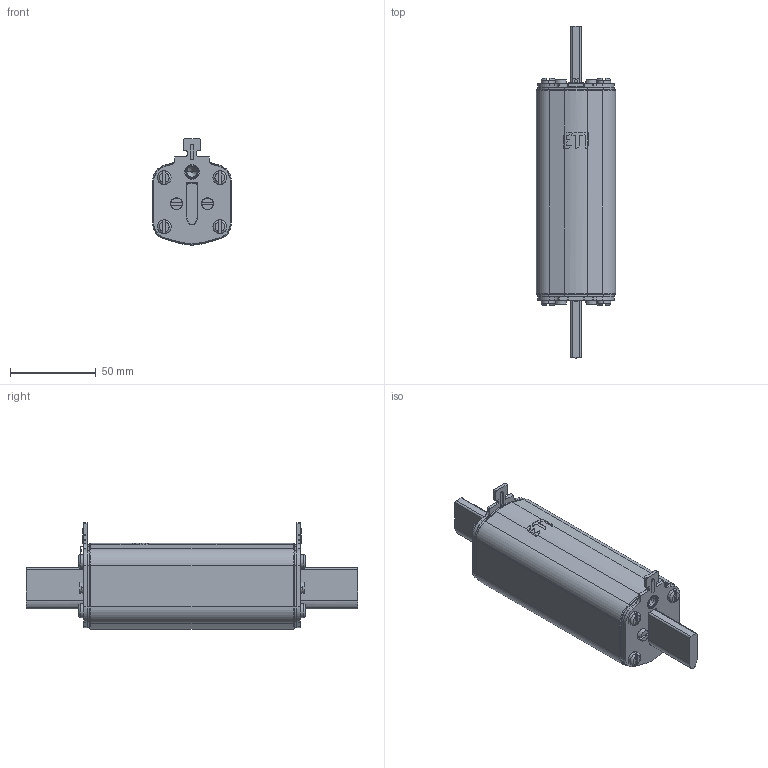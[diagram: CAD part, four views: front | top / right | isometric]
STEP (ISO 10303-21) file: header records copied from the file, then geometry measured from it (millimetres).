
FILE_DESCRIPTION((''),'2;1');
FILE_NAME('004110426_M1XL_GPV_63A-1100V_DC_ASM','2021-09-27T',('marketing.praksa'),('Audax d.o.o.'),'CREO PARAMETRIC BY PTC INC, 2017480','CREO PARAMETRIC BY PTC INC, 2017480','');
FILE_SCHEMA(('AUTOMOTIVE_DESIGN { 1 0 10303 214 1 1 1 1 }'));
Length unit declared in the file: millimetre
Products named in the file (11): 0000029730_2_1; 0000015141_1_1; 0000016080_1_1; 0000015700_AF0_2_1; 0000015247_AF0_1_1_2; 0000015701_ASM_1_1_2_ASM; 0000015999_1_1; 0000015360_1_1_2_3_4_5_6_7_8_11; 0000015419_1_1; 0000016201_AF0_1_1; 004110426_M1XL_GPV_63A-1100V_DC_ASM
Assembly tree (24 placements, depth 3):
  004110426_M1XL_GPV_63A-1100V_DC_ASM
    0000029730_2_1
    0000015141_1_1  x2
    0000016080_1_1  x2
    0000015701_ASM_1_1_2_ASM  x2
      0000015700_AF0_2_1
      0000015247_AF0_1_1_2
    0000015999_1_1  x2
    0000015360_1_1_2_3_4_5_6_7_8_11  x8
    0000015419_1_1  x4
    0000016201_AF0_1_1
Bounding box: 46 x 193 x 61.79 mm (x, y, z)
Volume: 269459.7 mm3; surface area: 57005.4 mm2
Topology: 24 solids, 40 shells, 842 faces, 2091 edges, 1324 vertices
Faces by surface type: cylinder 346, plane 301, cone 92, torus 68, extrusion 25, bspline 10
Entity records: 21868 total; most frequent: CARTESIAN_POINT 3982, DIRECTION 2525, ORIENTED_EDGE 2298, EDGE_CURVE 1171, AXIS2_PLACEMENT_3D 966, PRESENTATION_STYLE_ASSIGNMENT 858, STYLED_ITEM 802, VERTEX_POINT 751
